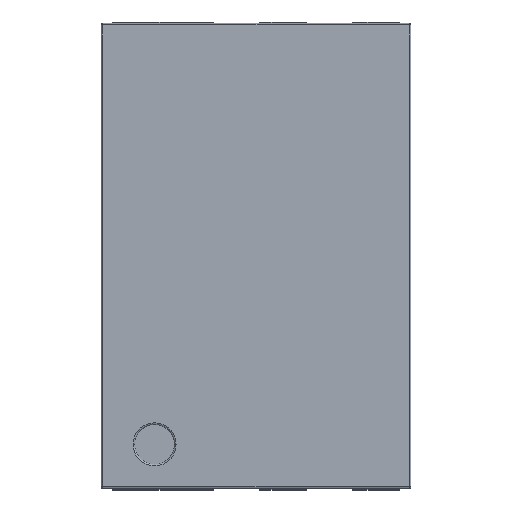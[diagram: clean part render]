
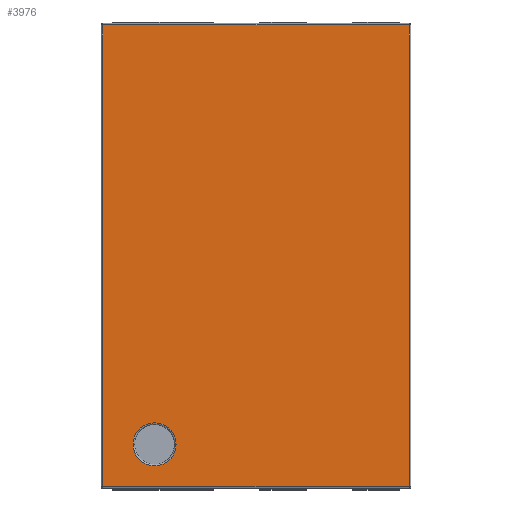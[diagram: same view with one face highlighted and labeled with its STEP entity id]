
A CAD part, top view. The second image highlights one B-rep face of the part: STEP entity #3976.
In plain terms, the highlighted planar face has unit normal (0, 0, 1).
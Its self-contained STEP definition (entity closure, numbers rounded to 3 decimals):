
#90 = DIRECTION ( 'NONE',  ( 1., 0., 0. ) ) ;
#115 = VERTEX_POINT ( 'NONE', #5040 ) ;
#238 = EDGE_CURVE ( 'NONE', #3033, #6064, #2452, .T. ) ;
#241 = LINE ( 'NONE', #2931, #1196 ) ;
#263 = DIRECTION ( 'NONE',  ( 0., -1., 0. ) ) ;
#372 = CARTESIAN_POINT ( 'NONE',  ( 0., 0., 0.55 ) ) ;
#490 = ORIENTED_EDGE ( 'NONE', *, *, #3114, .T. ) ;
#525 = CARTESIAN_POINT ( 'NONE',  ( 0.99, -1.49, 0.55 ) ) ;
#787 = EDGE_LOOP ( 'NONE', ( #490, #1440, #4247, #4184 ) ) ;
#965 = DIRECTION ( 'NONE',  ( 0., 0., 1. ) ) ;
#1037 = VECTOR ( 'NONE', #2550, 1000. ) ;
#1196 = VECTOR ( 'NONE', #6677, 1000. ) ;
#1335 = LINE ( 'NONE', #3073, #3580 ) ;
#1440 = ORIENTED_EDGE ( 'NONE', *, *, #238, .T. ) ;
#1547 = EDGE_CURVE ( 'NONE', #115, #4312, #2728, .T. ) ;
#1618 = CARTESIAN_POINT ( 'NONE',  ( 0.99, 1.49, 0.55 ) ) ;
#1780 = CARTESIAN_POINT ( 'NONE',  ( -0.99, -1.5, 0.55 ) ) ;
#1919 = DIRECTION ( 'NONE',  ( 0., 0., -1. ) ) ;
#2030 = VERTEX_POINT ( 'NONE', #3299 ) ;
#2237 = CARTESIAN_POINT ( 'NONE',  ( -0.99, -1.49, 0.55 ) ) ;
#2318 = AXIS2_PLACEMENT_3D ( 'NONE', #372, #965, #6884 ) ;
#2331 = EDGE_LOOP ( 'NONE', ( #3445, #6756 ) ) ;
#2452 = LINE ( 'NONE', #2578, #1037 ) ;
#2531 = VECTOR ( 'NONE', #263, 1000. ) ;
#2550 = DIRECTION ( 'NONE',  ( 1., 0., 0. ) ) ;
#2578 = CARTESIAN_POINT ( 'NONE',  ( 1., -1.49, 0.55 ) ) ;
#2728 = CIRCLE ( 'NONE', #3755, 0.139 ) ;
#2931 = CARTESIAN_POINT ( 'NONE',  ( 0.99, 1.5, 0.55 ) ) ;
#3033 = VERTEX_POINT ( 'NONE', #2237 ) ;
#3073 = CARTESIAN_POINT ( 'NONE',  ( -1., 1.49, 0.55 ) ) ;
#3114 = EDGE_CURVE ( 'NONE', #2030, #3033, #5113, .T. ) ;
#3299 = CARTESIAN_POINT ( 'NONE',  ( -0.99, 1.49, 0.55 ) ) ;
#3330 = VERTEX_POINT ( 'NONE', #1618 ) ;
#3342 = EDGE_CURVE ( 'NONE', #4312, #115, #6828, .T. ) ;
#3445 = ORIENTED_EDGE ( 'NONE', *, *, #1547, .T. ) ;
#3522 = DIRECTION ( 'NONE',  ( -1., 0., 0. ) ) ;
#3580 = VECTOR ( 'NONE', #3522, 1000. ) ;
#3755 = AXIS2_PLACEMENT_3D ( 'NONE', #6219, #1919, #4092 ) ;
#3789 = AXIS2_PLACEMENT_3D ( 'NONE', #5348, #5855, #90 ) ;
#3976 = ADVANCED_FACE ( 'NONE', ( #6947, #4271 ), #5327, .T. ) ;
#4092 = DIRECTION ( 'NONE',  ( 1., 0., 0. ) ) ;
#4175 = CARTESIAN_POINT ( 'NONE',  ( -0.793, -1.216, 0.55 ) ) ;
#4184 = ORIENTED_EDGE ( 'NONE', *, *, #5518, .T. ) ;
#4239 = EDGE_CURVE ( 'NONE', #6064, #3330, #241, .T. ) ;
#4247 = ORIENTED_EDGE ( 'NONE', *, *, #4239, .T. ) ;
#4271 = FACE_BOUND ( 'NONE', #2331, .T. ) ;
#4312 = VERTEX_POINT ( 'NONE', #4175 ) ;
#5040 = CARTESIAN_POINT ( 'NONE',  ( -0.516, -1.216, 0.55 ) ) ;
#5113 = LINE ( 'NONE', #1780, #2531 ) ;
#5327 = PLANE ( 'NONE',  #2318 ) ;
#5348 = CARTESIAN_POINT ( 'NONE',  ( -0.655, -1.216, 0.55 ) ) ;
#5518 = EDGE_CURVE ( 'NONE', #3330, #2030, #1335, .T. ) ;
#5855 = DIRECTION ( 'NONE',  ( 0., 0., -1. ) ) ;
#6064 = VERTEX_POINT ( 'NONE', #525 ) ;
#6219 = CARTESIAN_POINT ( 'NONE',  ( -0.655, -1.216, 0.55 ) ) ;
#6677 = DIRECTION ( 'NONE',  ( 0., 1., 0. ) ) ;
#6756 = ORIENTED_EDGE ( 'NONE', *, *, #3342, .T. ) ;
#6828 = CIRCLE ( 'NONE', #3789, 0.139 ) ;
#6884 = DIRECTION ( 'NONE',  ( 1., 0., 0. ) ) ;
#6947 = FACE_OUTER_BOUND ( 'NONE', #787, .T. ) ;
